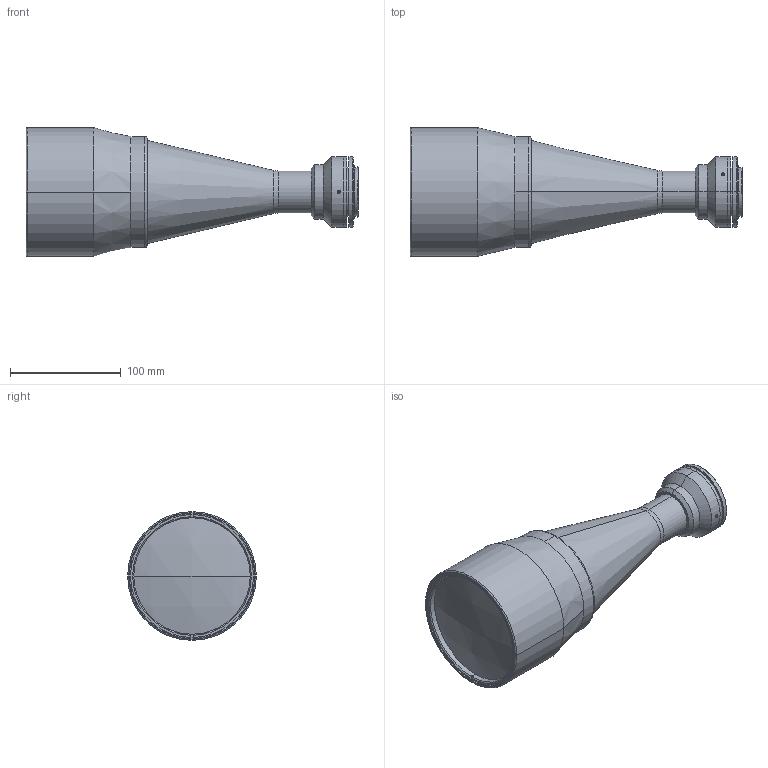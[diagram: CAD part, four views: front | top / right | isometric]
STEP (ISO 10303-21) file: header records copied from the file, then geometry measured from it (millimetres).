
FILE_DESCRIPTION (( 'STEP AP203' ), '1' );
FILE_NAME ('DP71403_TC2MHR080-F.step', '2021-10-04T07:29:01', ( '' ), ( '' ), 'SwSTEP 2.0', 'SolidWorks 2021', '' );
FILE_SCHEMA (( 'CONFIG_CONTROL_DESIGN' ));
Length unit declared in the file: millimetre
Products named in the file (1): DP71403_TC2MHR080-F
Bounding box: 299.33 x 116 x 116 mm (x, y, z)
Surface area: 108126.1 mm2 (no closed solid volume)
Topology: 0 solids, 20 shells, 184 faces, 532 edges, 360 vertices
Faces by surface type: plane 79, cylinder 57, cone 32, torus 12, sphere 4
Entity records: 6223 total; most frequent: CARTESIAN_POINT 1227, DIRECTION 1121, ORIENTED_EDGE 870, EDGE_CURVE 526, AXIS2_PLACEMENT_3D 430, VERTEX_POINT 360, VECTOR 261, LINE 261
